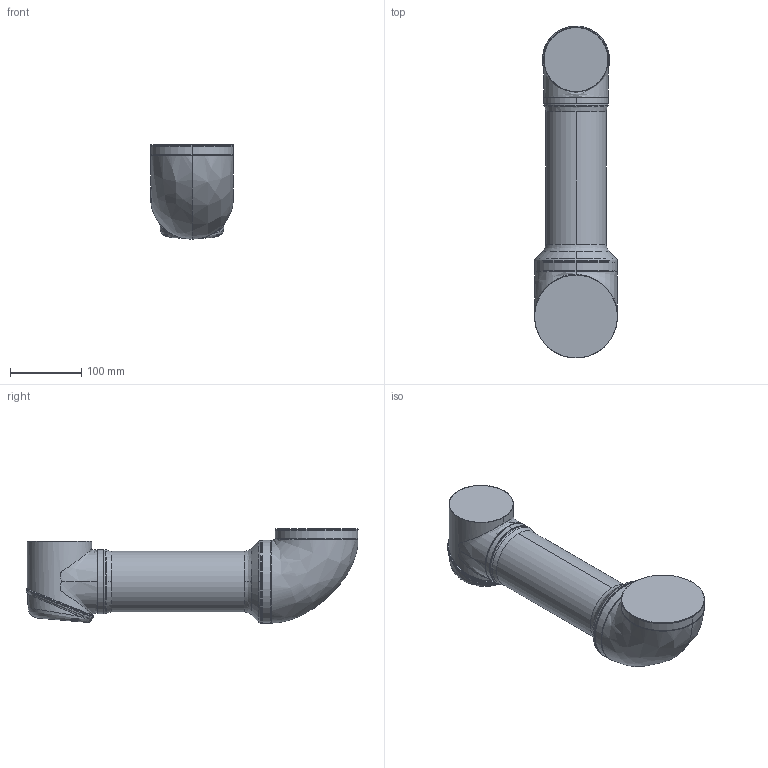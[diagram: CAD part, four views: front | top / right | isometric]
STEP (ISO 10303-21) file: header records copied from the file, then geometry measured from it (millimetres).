
FILE_DESCRIPTION (( 'STEP AP203' ), '1' );
FILE_NAME ('Link_3_Default_sldprt.STEP', '2024-06-09T03:11:05', ( '' ), ( '' ), 'SwSTEP 2.0', 'SolidWorks 2023', '' );
FILE_SCHEMA (( 'CONFIG_CONTROL_DESIGN' ));
Length unit declared in the file: millimetre
Products named in the file (1): Link_3_Default_sldprt
Bounding box: 116 x 464.99 x 131.8 mm (x, y, z)
Volume: 3423424.2 mm3; surface area: 163613.3 mm2
Topology: 1 solids, 1 shells, 389 faces, 972 edges, 593 vertices
Faces by surface type: bspline 235, cylinder 85, cone 46, plane 23
Entity records: 28943 total; most frequent: CARTESIAN_POINT 21353, ORIENTED_EDGE 1932, DIRECTION 1088, EDGE_CURVE 966, VERTEX_POINT 593, AXIS2_PLACEMENT_3D 460, B_SPLINE_CURVE_WITH_KNOTS 426, EDGE_LOOP 403
